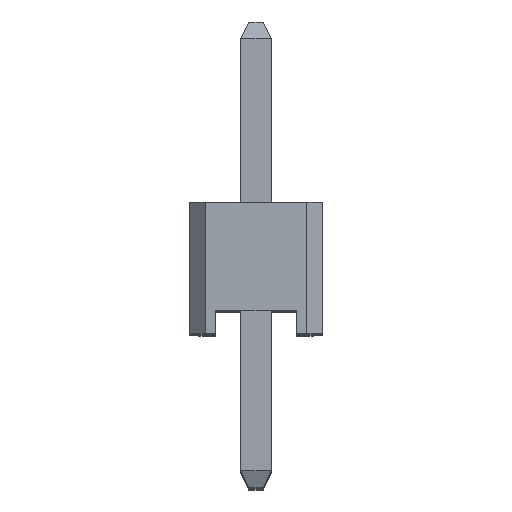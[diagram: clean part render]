
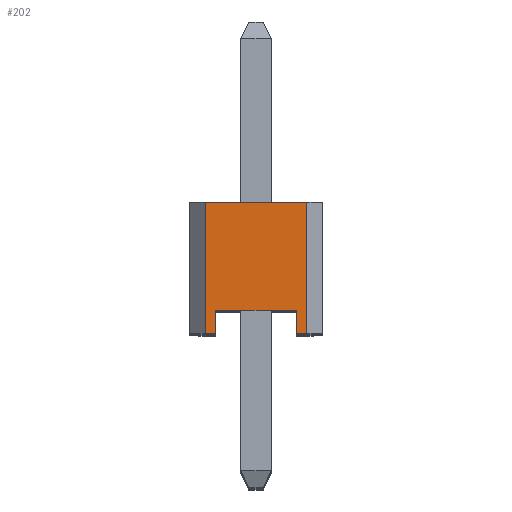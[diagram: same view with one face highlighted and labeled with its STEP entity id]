
A CAD part, top view. The second image highlights one B-rep face of the part: STEP entity #202.
In plain terms, the highlighted planar face has unit normal (0, 0, 1).
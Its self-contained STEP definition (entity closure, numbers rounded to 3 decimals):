
#202 = ADVANCED_FACE ( 'NONE', ( #12389 ), #5883, .F. ) ;
#585 = ORIENTED_EDGE ( 'NONE', *, *, #5413, .T. ) ;
#789 = CARTESIAN_POINT ( 'NONE',  ( 2.04, 0.44, 27.94 ) ) ;
#947 = VECTOR ( 'NONE', #15381, 1000. ) ;
#951 = DIRECTION ( 'NONE',  ( 0., -1., 0. ) ) ;
#980 = LINE ( 'NONE', #16380, #9510 ) ;
#1126 = ORIENTED_EDGE ( 'NONE', *, *, #11157, .F. ) ;
#1151 = DIRECTION ( 'NONE',  ( 1., 0., 0. ) ) ;
#1322 = CARTESIAN_POINT ( 'NONE',  ( 0.5, 0.44, 27.94 ) ) ;
#1585 = CARTESIAN_POINT ( 'NONE',  ( 0.3, 0., 27.94 ) ) ;
#1868 = DIRECTION ( 'NONE',  ( 1., 0., 0. ) ) ;
#1932 = EDGE_CURVE ( 'NONE', #14786, #15539, #9706, .T. ) ;
#2004 = VERTEX_POINT ( 'NONE', #13986 ) ;
#2196 = CARTESIAN_POINT ( 'NONE',  ( 0.3, 2.5, 27.94 ) ) ;
#2372 = CARTESIAN_POINT ( 'NONE',  ( 2.24, 2.5, 27.94 ) ) ;
#2555 = EDGE_CURVE ( 'NONE', #9144, #12617, #7452, .T. ) ;
#3038 = CARTESIAN_POINT ( 'NONE',  ( 0.3, 0., 27.94 ) ) ;
#3281 = VECTOR ( 'NONE', #7367, 1000. ) ;
#3414 = ORIENTED_EDGE ( 'NONE', *, *, #6669, .T. ) ;
#3646 = ORIENTED_EDGE ( 'NONE', *, *, #11085, .F. ) ;
#4705 = ORIENTED_EDGE ( 'NONE', *, *, #2555, .F. ) ;
#4764 = ORIENTED_EDGE ( 'NONE', *, *, #13598, .T. ) ;
#4786 = VERTEX_POINT ( 'NONE', #1585 ) ;
#5381 = AXIS2_PLACEMENT_3D ( 'NONE', #2196, #8328, #12231 ) ;
#5413 = EDGE_CURVE ( 'NONE', #15539, #9385, #980, .T. ) ;
#5878 = CARTESIAN_POINT ( 'NONE',  ( 0.5, 0.44, 27.94 ) ) ;
#5883 = PLANE ( 'NONE',  #5381 ) ;
#6212 = DIRECTION ( 'NONE',  ( 1., 0., 0. ) ) ;
#6669 = EDGE_CURVE ( 'NONE', #4786, #12617, #11017, .T. ) ;
#6880 = CARTESIAN_POINT ( 'NONE',  ( 2.04, 0., 27.94 ) ) ;
#7131 = EDGE_LOOP ( 'NONE', ( #3646, #9088, #585, #1126, #12290, #4764, #3414, #4705 ) ) ;
#7215 = DIRECTION ( 'NONE',  ( -1., 0., 0. ) ) ;
#7367 = DIRECTION ( 'NONE',  ( 0., -1., 0. ) ) ;
#7452 = LINE ( 'NONE', #10159, #3281 ) ;
#7650 = CARTESIAN_POINT ( 'NONE',  ( 0.3, 2.5, 27.94 ) ) ;
#8320 = LINE ( 'NONE', #13939, #11145 ) ;
#8328 = DIRECTION ( 'NONE',  ( 0., 0., -1. ) ) ;
#8750 = VECTOR ( 'NONE', #1868, 1000. ) ;
#9085 = VECTOR ( 'NONE', #951, 1000. ) ;
#9088 = ORIENTED_EDGE ( 'NONE', *, *, #1932, .T. ) ;
#9144 = VERTEX_POINT ( 'NONE', #1322 ) ;
#9385 = VERTEX_POINT ( 'NONE', #9971 ) ;
#9510 = VECTOR ( 'NONE', #1151, 1000. ) ;
#9668 = LINE ( 'NONE', #5878, #12789 ) ;
#9706 = LINE ( 'NONE', #789, #9085 ) ;
#9971 = CARTESIAN_POINT ( 'NONE',  ( 2.24, 0., 27.94 ) ) ;
#10010 = LINE ( 'NONE', #11362, #947 ) ;
#10159 = CARTESIAN_POINT ( 'NONE',  ( 0.5, 0.44, 27.94 ) ) ;
#10239 = EDGE_CURVE ( 'NONE', #2004, #10811, #8320, .T. ) ;
#10811 = VERTEX_POINT ( 'NONE', #2372 ) ;
#11017 = LINE ( 'NONE', #3038, #8750 ) ;
#11085 = EDGE_CURVE ( 'NONE', #14786, #9144, #9668, .T. ) ;
#11145 = VECTOR ( 'NONE', #6212, 1000. ) ;
#11157 = EDGE_CURVE ( 'NONE', #10811, #9385, #10010, .T. ) ;
#11362 = CARTESIAN_POINT ( 'NONE',  ( 2.24, 2.5, 27.94 ) ) ;
#11886 = LINE ( 'NONE', #7650, #14467 ) ;
#12231 = DIRECTION ( 'NONE',  ( -1., 0., 0. ) ) ;
#12290 = ORIENTED_EDGE ( 'NONE', *, *, #10239, .F. ) ;
#12389 = FACE_OUTER_BOUND ( 'NONE', #7131, .T. ) ;
#12617 = VERTEX_POINT ( 'NONE', #15324 ) ;
#12789 = VECTOR ( 'NONE', #7215, 1000. ) ;
#13589 = CARTESIAN_POINT ( 'NONE',  ( 2.04, 0.44, 27.94 ) ) ;
#13598 = EDGE_CURVE ( 'NONE', #2004, #4786, #11886, .T. ) ;
#13939 = CARTESIAN_POINT ( 'NONE',  ( 0.3, 2.5, 27.94 ) ) ;
#13986 = CARTESIAN_POINT ( 'NONE',  ( 0.3, 2.5, 27.94 ) ) ;
#14467 = VECTOR ( 'NONE', #15554, 1000. ) ;
#14786 = VERTEX_POINT ( 'NONE', #13589 ) ;
#15324 = CARTESIAN_POINT ( 'NONE',  ( 0.5, 0., 27.94 ) ) ;
#15381 = DIRECTION ( 'NONE',  ( 0., -1., 0. ) ) ;
#15539 = VERTEX_POINT ( 'NONE', #6880 ) ;
#15554 = DIRECTION ( 'NONE',  ( 0., -1., 0. ) ) ;
#16380 = CARTESIAN_POINT ( 'NONE',  ( 0.3, 0., 27.94 ) ) ;
